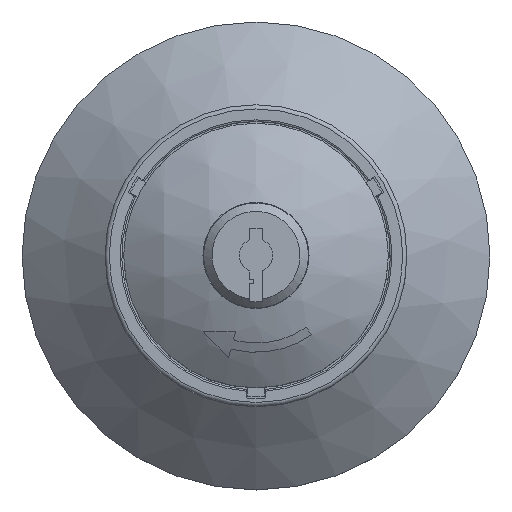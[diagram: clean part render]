
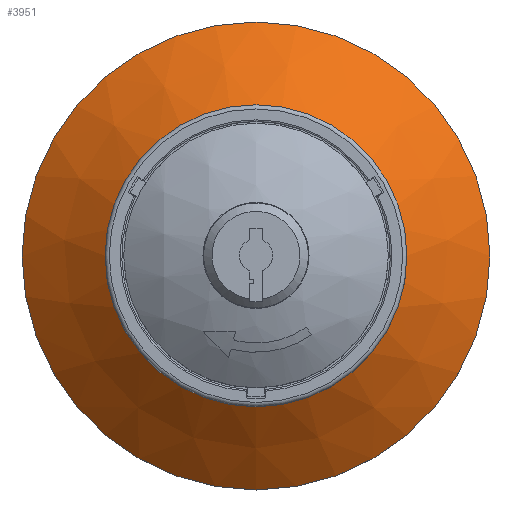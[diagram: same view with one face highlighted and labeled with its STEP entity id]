
A CAD part, top view. The second image highlights one B-rep face of the part: STEP entity #3951.
In plain terms, the highlighted conical face has half-angle 50 degrees and reference radius 22.95 mm.
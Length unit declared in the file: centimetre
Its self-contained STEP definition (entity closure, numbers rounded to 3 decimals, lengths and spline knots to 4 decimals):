
#625=CONICAL_SURFACE('',#4383,2.295,50.);
#802=FACE_BOUND('',#1256,.T.);
#993=FACE_OUTER_BOUND('',#1255,.T.);
#1255=EDGE_LOOP('',(#3409));
#1256=EDGE_LOOP('',(#3410));
#1509=CIRCLE('',#4382,2.79);
#1510=CIRCLE('',#4384,1.8);
#1867=VERTEX_POINT('',#7299);
#1868=VERTEX_POINT('',#7302);
#2406=EDGE_CURVE('',#1867,#1867,#1509,.T.);
#2407=EDGE_CURVE('',#1868,#1868,#1510,.T.);
#3409=ORIENTED_EDGE('',*,*,#2406,.F.);
#3410=ORIENTED_EDGE('',*,*,#2407,.T.);
#3951=ADVANCED_FACE('',(#993,#802),#625,.T.);
#4382=AXIS2_PLACEMENT_3D('',#7300,#5430,#5431);
#4383=AXIS2_PLACEMENT_3D('',#7301,#5432,#5433);
#4384=AXIS2_PLACEMENT_3D('',#7303,#5434,#5435);
#5430=DIRECTION('center_axis',(0.,0.,
-1.));
#5431=DIRECTION('ref_axis',(0.,-1.,0.));
#5432=DIRECTION('center_axis',(0.,0.,
-1.));
#5433=DIRECTION('ref_axis',(0.,-1.,0.));
#5434=DIRECTION('center_axis',(0.,0.,
-1.));
#5435=DIRECTION('ref_axis',(0.,-1.,0.));
#7299=CARTESIAN_POINT('',(-0.0365,-2.9198,2.5261));
#7300=CARTESIAN_POINT('Origin',(-0.0365,-0.1298,
2.5261));
#7301=CARTESIAN_POINT('Origin',(-0.0365,-0.1298,
2.9415));
#7302=CARTESIAN_POINT('',(-0.0365,-1.9298,3.3568));
#7303=CARTESIAN_POINT('Origin',(-0.0365,-0.1298,
3.3568));
